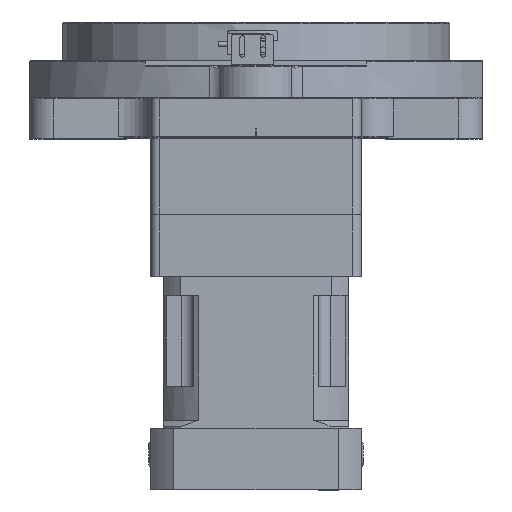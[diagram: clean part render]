
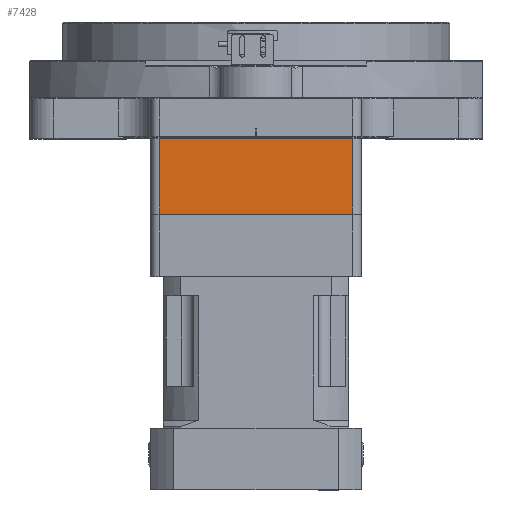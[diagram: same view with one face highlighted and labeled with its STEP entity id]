
A CAD part, top view. The second image highlights one B-rep face of the part: STEP entity #7428.
In plain terms, the highlighted planar face has unit normal (0, 0, 1).
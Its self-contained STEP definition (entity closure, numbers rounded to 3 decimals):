
#1638 = DIRECTION ( 'NONE',  ( 0., 1., 0. ) ) ;
#1642 = CARTESIAN_POINT ( 'NONE',  ( 60., 0.5, 206. ) ) ;
#1653 = LINE ( 'NONE', #1642, #25513 ) ;
#7428 = ADVANCED_FACE ( 'NONE', ( #28245 ), #28240, .T. ) ;
#8282 = DIRECTION ( 'NONE',  ( 0., -1., 0. ) ) ;
#8326 = CARTESIAN_POINT ( 'NONE',  ( -60., 0.5, 206. ) ) ;
#8359 = LINE ( 'NONE', #8326, #28909 ) ;
#10194 = CARTESIAN_POINT ( 'NONE',  ( -60., -47., 206. ) ) ;
#11819 = AXIS2_PLACEMENT_3D ( 'NONE', #28197, #28147, #28142 ) ;
#12595 = ORIENTED_EDGE ( 'NONE', *, *, #29351, .T. ) ;
#12804 = ORIENTED_EDGE ( 'NONE', *, *, #40653, .T. ) ;
#12864 = ORIENTED_EDGE ( 'NONE', *, *, #28964, .T. ) ;
#13008 = ORIENTED_EDGE ( 'NONE', *, *, #18141, .T. ) ;
#13802 = CARTESIAN_POINT ( 'NONE',  ( 60., 0., 206. ) ) ;
#14286 = EDGE_LOOP ( 'NONE', ( #12595, #12804, #12864, #13008 ) ) ;
#16887 = CARTESIAN_POINT ( 'NONE',  ( 60., -47., 206. ) ) ;
#18141 = EDGE_CURVE ( 'NONE', #31761, #22489, #31738, .T. ) ;
#22115 = VECTOR ( 'NONE', #39098, 1000. ) ;
#22489 = VERTEX_POINT ( 'NONE', #16887 ) ;
#25144 = VERTEX_POINT ( 'NONE', #13802 ) ;
#25513 = VECTOR ( 'NONE', #1638, 1000. ) ;
#28142 = DIRECTION ( 'NONE',  ( -1., 0., 0. ) ) ;
#28147 = DIRECTION ( 'NONE',  ( 0., 0., 1. ) ) ;
#28197 = CARTESIAN_POINT ( 'NONE',  ( 65., 0.5, 206. ) ) ;
#28240 = PLANE ( 'NONE',  #11819 ) ;
#28245 = FACE_OUTER_BOUND ( 'NONE', #14286, .T. ) ;
#28909 = VECTOR ( 'NONE', #8282, 1000. ) ;
#28964 = EDGE_CURVE ( 'NONE', #29943, #31761, #8359, .T. ) ;
#29351 = EDGE_CURVE ( 'NONE', #22489, #25144, #1653, .T. ) ;
#29943 = VERTEX_POINT ( 'NONE', #34933 ) ;
#31691 = DIRECTION ( 'NONE',  ( 1., 0., 0. ) ) ;
#31729 = CARTESIAN_POINT ( 'NONE',  ( 65., -47., 206. ) ) ;
#31738 = LINE ( 'NONE', #31729, #38540 ) ;
#31761 = VERTEX_POINT ( 'NONE', #10194 ) ;
#34933 = CARTESIAN_POINT ( 'NONE',  ( -60., 0., 206. ) ) ;
#38540 = VECTOR ( 'NONE', #31691, 1000. ) ;
#39098 = DIRECTION ( 'NONE',  ( -1., 0., 0. ) ) ;
#39104 = CARTESIAN_POINT ( 'NONE',  ( -60., 0., 206. ) ) ;
#39145 = LINE ( 'NONE', #39104, #22115 ) ;
#40653 = EDGE_CURVE ( 'NONE', #25144, #29943, #39145, .T. ) ;
